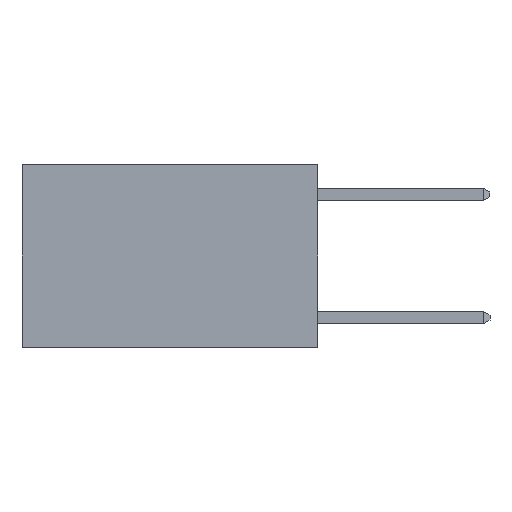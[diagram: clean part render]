
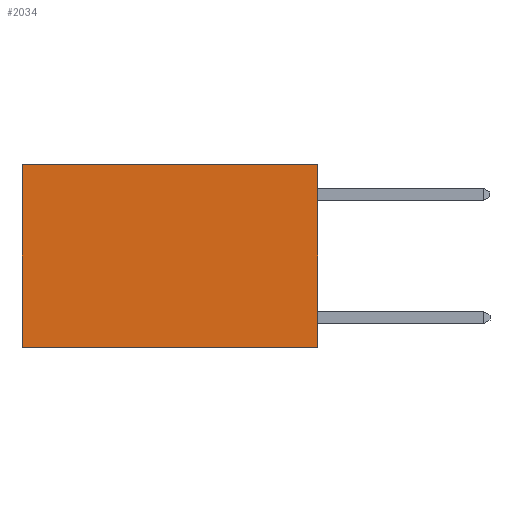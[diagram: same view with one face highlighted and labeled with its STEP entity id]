
A CAD part, left-side view. The second image highlights one B-rep face of the part: STEP entity #2034.
In plain terms, the highlighted planar face has unit normal (-1, 0, 0).
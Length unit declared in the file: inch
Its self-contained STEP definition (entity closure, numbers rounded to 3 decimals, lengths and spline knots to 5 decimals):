
#518 = DIRECTION ( 'NONE',  ( 0., 1., 0. ) ) ;
#572 = ORIENTED_EDGE ( 'NONE', *, *, #683, .F. ) ;
#683 = EDGE_CURVE ( 'NONE', #1568, #3234, #6664, .T. ) ;
#766 = ORIENTED_EDGE ( 'NONE', *, *, #7935, .T. ) ;
#775 = CARTESIAN_POINT ( 'NONE',  ( 0.2625, 0., 0. ) ) ;
#934 = CARTESIAN_POINT ( 'NONE',  ( 0.2625, 0., -0.37 ) ) ;
#1356 = EDGE_CURVE ( 'NONE', #2831, #3234, #3354, .T. ) ;
#1454 = CARTESIAN_POINT ( 'NONE',  ( 0.2625, 0.6, -0.37 ) ) ;
#1568 = VERTEX_POINT ( 'NONE', #6376 ) ;
#1883 = LINE ( 'NONE', #775, #5283 ) ;
#1897 = VECTOR ( 'NONE', #4269, 39.37008 ) ;
#2034 = ADVANCED_FACE ( 'NONE', ( #3553 ), #7844, .F. ) ;
#2412 = ORIENTED_EDGE ( 'NONE', *, *, #4014, .F. ) ;
#2831 = VERTEX_POINT ( 'NONE', #4837 ) ;
#2894 = DIRECTION ( 'NONE',  ( 0., 1., 0. ) ) ;
#3008 = DIRECTION ( 'NONE',  ( 0., 0., -1. ) ) ;
#3009 = CARTESIAN_POINT ( 'NONE',  ( 0.2625, 0., 0. ) ) ;
#3234 = VERTEX_POINT ( 'NONE', #1454 ) ;
#3354 = LINE ( 'NONE', #4217, #1897 ) ;
#3511 = LINE ( 'NONE', #3009, #8263 ) ;
#3553 = FACE_OUTER_BOUND ( 'NONE', #5309, .T. ) ;
#4014 = EDGE_CURVE ( 'NONE', #7869, #1568, #3511, .T. ) ;
#4217 = CARTESIAN_POINT ( 'NONE',  ( 0.2625, 0.6, 0. ) ) ;
#4269 = DIRECTION ( 'NONE',  ( 0., 0., -1. ) ) ;
#4837 = CARTESIAN_POINT ( 'NONE',  ( 0.2625, 0.6, 0. ) ) ;
#4989 = VECTOR ( 'NONE', #518, 39.37008 ) ;
#5283 = VECTOR ( 'NONE', #2894, 39.37008 ) ;
#5309 = EDGE_LOOP ( 'NONE', ( #5759, #572, #2412, #766 ) ) ;
#5759 = ORIENTED_EDGE ( 'NONE', *, *, #1356, .T. ) ;
#6314 = DIRECTION ( 'NONE',  ( 1., 0., 0. ) ) ;
#6376 = CARTESIAN_POINT ( 'NONE',  ( 0.2625, 0., -0.37 ) ) ;
#6664 = LINE ( 'NONE', #934, #4989 ) ;
#6835 = CARTESIAN_POINT ( 'NONE',  ( 0.2625, 0., 0. ) ) ;
#7387 = DIRECTION ( 'NONE',  ( 0., 0., -1. ) ) ;
#7391 = AXIS2_PLACEMENT_3D ( 'NONE', #6835, #6314, #7387 ) ;
#7743 = CARTESIAN_POINT ( 'NONE',  ( 0.2625, 0., 0. ) ) ;
#7844 = PLANE ( 'NONE',  #7391 ) ;
#7869 = VERTEX_POINT ( 'NONE', #7743 ) ;
#7935 = EDGE_CURVE ( 'NONE', #7869, #2831, #1883, .T. ) ;
#8263 = VECTOR ( 'NONE', #3008, 39.37008 ) ;
